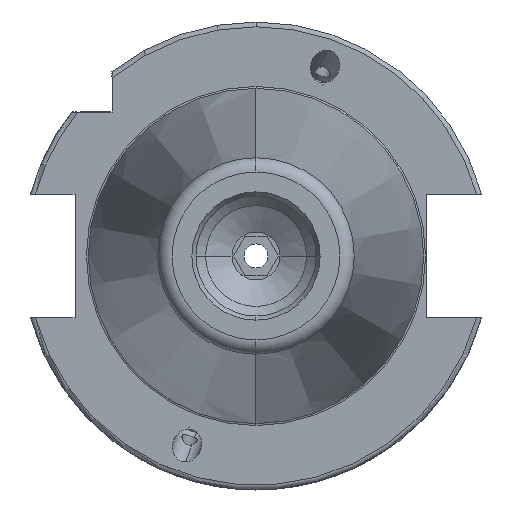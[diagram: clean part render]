
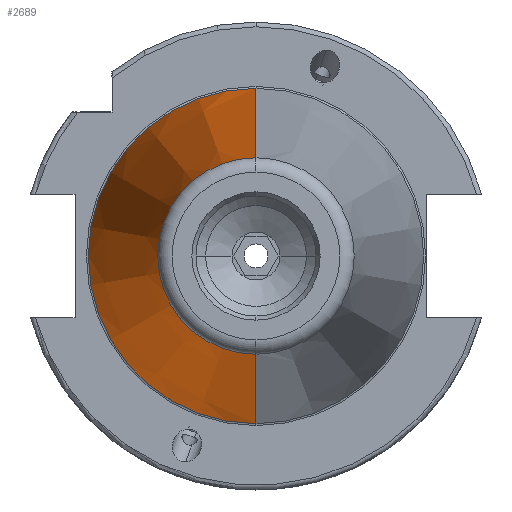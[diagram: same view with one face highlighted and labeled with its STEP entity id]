
A CAD part, left-side view. The second image highlights one B-rep face of the part: STEP entity #2689.
In plain terms, the highlighted conical face has half-angle 8.297 degrees and reference radius 34.925 mm.
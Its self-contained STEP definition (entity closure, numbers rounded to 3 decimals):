
#26 = FACE_OUTER_BOUND ( 'NONE', #720, .T. ) ;
#61 = DIRECTION ( 'NONE',  ( 0., -1., 0. ) ) ;
#381 = ORIENTED_EDGE ( 'NONE', *, *, #7200, .T. ) ;
#540 = VERTEX_POINT ( 'NONE', #3865 ) ;
#720 = EDGE_LOOP ( 'NONE', ( #2435, #3565, #381, #4264 ) ) ;
#945 = CIRCLE ( 'NONE', #2789, 34.925 ) ;
#952 = EDGE_CURVE ( 'NONE', #540, #2098, #1369, .T. ) ;
#983 = CARTESIAN_POINT ( 'NONE',  ( -99.183, -20.461, 0. ) ) ;
#1157 = CONICAL_SURFACE ( 'NONE', #4750, 34.925, 0.145 ) ;
#1369 = LINE ( 'NONE', #2555, #4018 ) ;
#1542 = DIRECTION ( 'NONE',  ( 0., 1., 0. ) ) ;
#1921 = CARTESIAN_POINT ( 'NONE',  ( 0., 0., 0. ) ) ;
#2098 = VERTEX_POINT ( 'NONE', #6223 ) ;
#2126 = CARTESIAN_POINT ( 'NONE',  ( 0., 0., 0. ) ) ;
#2435 = ORIENTED_EDGE ( 'NONE', *, *, #6011, .F. ) ;
#2444 = CARTESIAN_POINT ( 'NONE',  ( 0., -34.925, 0. ) ) ;
#2503 = DIRECTION ( 'NONE',  ( 0., -1., 0. ) ) ;
#2555 = CARTESIAN_POINT ( 'NONE',  ( 0., 34.925, 0. ) ) ;
#2689 = ADVANCED_FACE ( 'NONE', ( #26 ), #1157, .T. ) ;
#2690 = VERTEX_POINT ( 'NONE', #983 ) ;
#2789 = AXIS2_PLACEMENT_3D ( 'NONE', #1921, #5842, #2503 ) ;
#3105 = DIRECTION ( 'NONE',  ( 0.99, -0.144, 0. ) ) ;
#3259 = DIRECTION ( 'NONE',  ( 1., 0., 0. ) ) ;
#3359 = LINE ( 'NONE', #7023, #3706 ) ;
#3389 = VERTEX_POINT ( 'NONE', #2444 ) ;
#3451 = DIRECTION ( 'NONE',  ( -1., 0., 0. ) ) ;
#3565 = ORIENTED_EDGE ( 'NONE', *, *, #6524, .T. ) ;
#3706 = VECTOR ( 'NONE', #3105, 1000. ) ;
#3865 = CARTESIAN_POINT ( 'NONE',  ( -99.183, 20.461, 0. ) ) ;
#4018 = VECTOR ( 'NONE', #6459, 1000. ) ;
#4264 = ORIENTED_EDGE ( 'NONE', *, *, #952, .F. ) ;
#4750 = AXIS2_PLACEMENT_3D ( 'NONE', #2126, #3259, #1542 ) ;
#5641 = CIRCLE ( 'NONE', #6812, 20.461 ) ;
#5842 = DIRECTION ( 'NONE',  ( -1., 0., 0. ) ) ;
#6011 = EDGE_CURVE ( 'NONE', #2690, #540, #5641, .T. ) ;
#6223 = CARTESIAN_POINT ( 'NONE',  ( 0., 34.925, 0. ) ) ;
#6459 = DIRECTION ( 'NONE',  ( 0.99, 0.144, 0. ) ) ;
#6524 = EDGE_CURVE ( 'NONE', #2690, #3389, #3359, .T. ) ;
#6812 = AXIS2_PLACEMENT_3D ( 'NONE', #6814, #3451, #61 ) ;
#6814 = CARTESIAN_POINT ( 'NONE',  ( -99.183, 0., 0. ) ) ;
#7023 = CARTESIAN_POINT ( 'NONE',  ( 0., -34.925, 0. ) ) ;
#7200 = EDGE_CURVE ( 'NONE', #3389, #2098, #945, .T. ) ;
